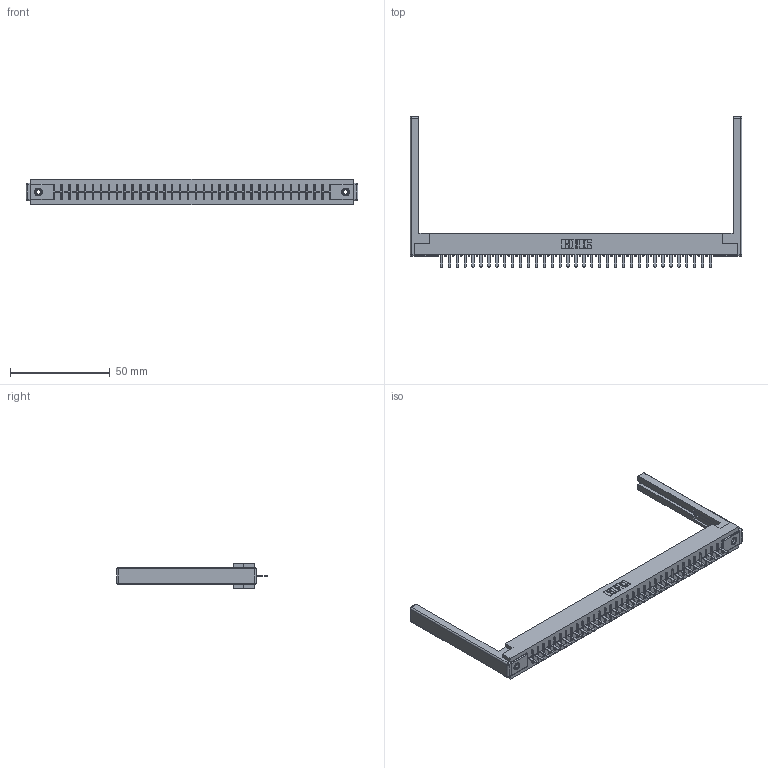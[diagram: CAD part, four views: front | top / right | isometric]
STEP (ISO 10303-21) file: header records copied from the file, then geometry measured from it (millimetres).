
FILE_DESCRIPTION (( 'STEP AP203' ), '1' );
FILE_NAME ('306-035-520-168.STEP', '2019-09-11T23:21:43', ( '' ), ( '' ), 'SwSTEP 2.0', 'SolidWorks 2016', '' );
FILE_SCHEMA (( 'CONFIG_CONTROL_DESIGN' ));
Length unit declared in the file: inch
Products named in the file (5): 306 Part_.156 Dia; 307-220-068; 345-250-001_345-250-001-102; 306-035-520-168; 306-290-001_120
Assembly tree (40 placements, depth 2):
  306-035-520-168
    306 Part_.156 Dia
    306-290-001_120  x35
    345-250-001_345-250-001-102  x2
    307-220-068  x2
Bounding box: 166.12 x 75.41 x 12.7 mm (x, y, z)
Volume: 22672 mm3; surface area: 22795.7 mm2
Topology: 40 solids, 40 shells, 2720 faces, 7601 edges, 4858 vertices
Faces by surface type: plane 1801, cylinder 755, sphere 148, cone 12, torus 4
Entity records: 36261 total; most frequent: CARTESIAN_POINT 6053, ORIENTED_EDGE 5992, DIRECTION 5982, EDGE_CURVE 2996, VECTOR 2336, LINE 2336, VERTEX_POINT 1894, AXIS2_PLACEMENT_3D 1823
